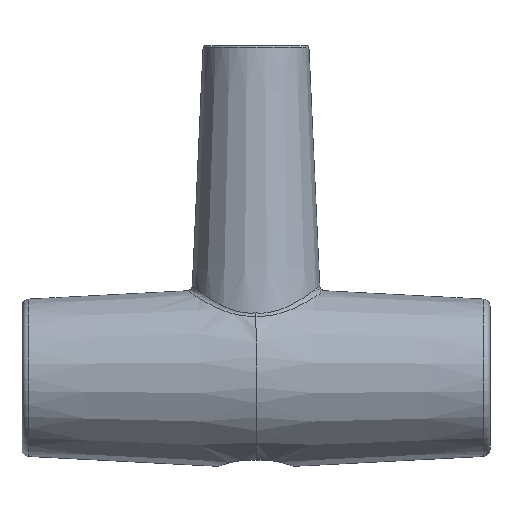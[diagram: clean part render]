
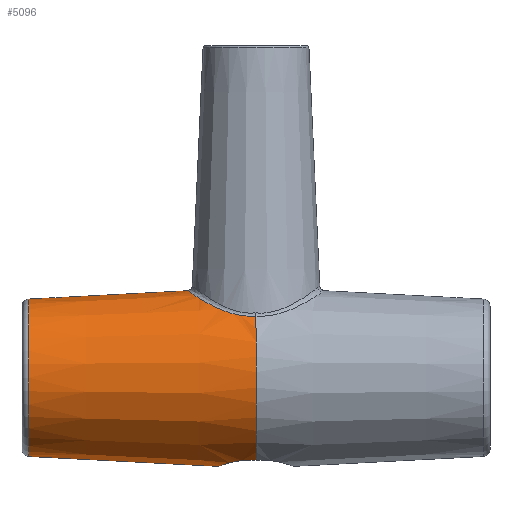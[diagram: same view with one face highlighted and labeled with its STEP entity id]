
A CAD part, front view. The second image highlights one B-rep face of the part: STEP entity #5096.
In plain terms, the highlighted conical face has half-angle 3 degrees and reference radius 1.331 mm.
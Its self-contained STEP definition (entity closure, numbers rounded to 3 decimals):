
#1480=CARTESIAN_POINT('POINT23',(0.,
   -6.97,6.491));
#1481=VERTEX_POINT('VERTEX23',#1480);
#2652=CARTESIAN_POINT('POINT27',(-3.969,0.,
   -9.317));
#2653=VERTEX_POINT('VERTEX27',#2652);
#2747=CARTESIAN_POINT('POINT29',(-7.187,
   0.,9.148));
#2748=VERTEX_POINT('VERTEX29',#2747);
#3868=CARTESIAN_POINT('POINT30',(0.,-3.969,
   -8.659));
#3869=VERTEX_POINT('VERTEX30',#3868);
#3870=B_SPLINE_CURVE_WITH_KNOTS('SPLINE_CRV14',3,(#3871,#3872,#3873,
   #3874,#3875,#3876,#3877,#3878,#3879,#3880,#3881,#3882,#3883,#3884,
   #3885,#3886,#3887,#3888,#3889,#3890,#3891),.UNSPECIFIED.,.F.,.F.,(4,3
   ,2,2,2,2,2,2,2,4),(-0.087,0.,
   0.742,1.483,2.225,
   2.967,3.713,4.458,
   5.204,5.949),.UNSPECIFIED.);
#3871=CARTESIAN_POINT('',(0.,-3.969,
   -8.659));
#3872=CARTESIAN_POINT('',(-0.029,-3.969,
   -8.657));
#3873=CARTESIAN_POINT('',(-0.058,-3.968,
   -8.656));
#3874=CARTESIAN_POINT('',(-0.087,-3.968,
   -8.654));
#3875=CARTESIAN_POINT('',(-0.334,-3.962,
   -8.642));
#3876=CARTESIAN_POINT('',(-0.588,-3.933,
   -8.641));
#3877=CARTESIAN_POINT('',(-1.092,-3.824,
   -8.661));
#3878=CARTESIAN_POINT('',(-1.342,-3.744,
   -8.682));
#3879=CARTESIAN_POINT('',(-1.82,-3.537,
   -8.742));
#3880=CARTESIAN_POINT('',(-2.048,-3.409,
   -8.78));
#3881=CARTESIAN_POINT('',(-2.469,-3.118,
   -8.864));
#3882=CARTESIAN_POINT('',(-2.661,-2.954,
   -8.91));
#3883=CARTESIAN_POINT('',(-3.003,-2.606,
   -9.));
#3884=CARTESIAN_POINT('',(-3.164,-2.41,
   -9.046));
#3885=CARTESIAN_POINT('',(-3.448,-1.981,
   -9.134));
#3886=CARTESIAN_POINT('',(-3.572,-1.75,
   -9.176));
#3887=CARTESIAN_POINT('',(-3.77,-1.266,
   -9.244));
#3888=CARTESIAN_POINT('',(-3.846,-1.014,
   -9.272));
#3889=CARTESIAN_POINT('',(-3.945,-0.505,
   -9.308));
#3890=CARTESIAN_POINT('',(-3.969,-0.249,
   -9.317));
#3891=CARTESIAN_POINT('',(-3.969,0.,-9.317)
   );
#3892=EDGE_CURVE('EDGE47',#2653,#3869,#3870,.F.);
#3931=B_SPLINE_CURVE_WITH_KNOTS('SPLINE_CRV16',3,(#3932,#3933,#3934,
   #3935,#3936,#3937,#3938,#3939,#3940,#3941,#3942,#3943,#3944,#3945,
   #3946),.UNSPECIFIED.,.F.,.F.,(4,1,1,1,1,1,1,1,1,1,1,1,4),(0.,
   0.064,0.131,0.203,
   0.29,0.386,0.487,
   0.585,0.677,0.764,
   0.846,0.924,1.),.UNSPECIFIED.);
#3932=CARTESIAN_POINT('',(0.,-6.97,
   6.491));
#3933=CARTESIAN_POINT('',(-0.245,-6.969,
   6.475));
#3934=CARTESIAN_POINT('',(-0.748,-6.944,
   6.463));
#3935=CARTESIAN_POINT('',(-1.517,-6.823,
   6.532));
#3936=CARTESIAN_POINT('',(-2.341,-6.602,
   6.698));
#3937=CARTESIAN_POINT('',(-3.215,-6.248,
   6.971));
#3938=CARTESIAN_POINT('',(-4.107,-5.737,
   7.344));
#3939=CARTESIAN_POINT('',(-4.936,-5.086,
   7.761));
#3940=CARTESIAN_POINT('',(-5.653,-4.327,
   8.168));
#3941=CARTESIAN_POINT('',(-6.231,-3.504,
   8.521));
#3942=CARTESIAN_POINT('',(-6.668,-2.643,
   8.802));
#3943=CARTESIAN_POINT('',(-6.971,-1.765,
   9.003));
#3944=CARTESIAN_POINT('',(-7.148,-0.883,
   9.122));
#3945=CARTESIAN_POINT('',(-7.186,-0.291,
   9.148));
#3946=CARTESIAN_POINT('',(-7.187,0.,
   9.148));
#3947=EDGE_CURVE('EDGE49',#2748,#1481,#3931,.F.);
#4977=CARTESIAN_POINT('POS51',(0.,0.,0.));
#4978=DIRECTION('DIR91',(-1.,0.,0.));
#4979=DIRECTION('DIR92',(0.,0.,-1.));
#4980=AXIS2_PLACEMENT_3D('AXIS41',#4977,#4978,#4979);
#4981=CIRCLE('ELLIPSE24',#4980,9.525);
#4982=EDGE_CURVE('EDGE50',#1481,#3869,#4981,.F.);
#5043=CARTESIAN_POINT('POINT33',(-23.884,0.,
   -8.273));
#5044=VERTEX_POINT('VERTEX33',#5043);
#5045=CARTESIAN_POINT('POS59',(-23.884,0.,
   -8.273));
#5046=DIRECTION('DIR105',(0.999,0.,
   -0.052));
#5047=VECTOR('VEC13',#5046,25.4);
#5048=LINE('STRAIGHT13',#5045,#5047);
#5049=EDGE_CURVE('EDGE55',#5044,#2653,#5048,.T.);
#5051=CARTESIAN_POINT('POINT34',(-23.884,
   0.,8.273));
#5052=VERTEX_POINT('VERTEX34',#5051);
#5060=CARTESIAN_POINT('POS61',(-23.884,
   0.,8.273));
#5061=DIRECTION('DIR108',(0.999,0.,
   0.052));
#5062=VECTOR('VEC14',#5061,25.4);
#5063=LINE('STRAIGHT14',#5060,#5062);
#5064=EDGE_CURVE('EDGE57',#5052,#2748,#5063,.T.);
#5077=ORIENTED_EDGE('COEDGE107',*,*,#4982,.F.);
#5078=ORIENTED_EDGE('COEDGE108',*,*,#3947,.F.);
#5079=ORIENTED_EDGE('COEDGE109',*,*,#5064,.F.);
#5080=CARTESIAN_POINT('POS63',(-23.884,0.,0.)
   );
#5081=DIRECTION('DIR111',(-1.,0.,0.));
#5082=DIRECTION('DIR112',(0.,0.,-1.));
#5083=AXIS2_PLACEMENT_3D('AXIS49',#5080,#5081,#5082);
#5084=CIRCLE('ELLIPSE28',#5083,8.273);
#5085=EDGE_CURVE('EDGE58',#5052,#5044,#5084,.F.);
#5086=ORIENTED_EDGE('COEDGE110',*,*,#5085,.T.);
#5087=ORIENTED_EDGE('COEDGE111',*,*,#5049,.T.);
#5088=ORIENTED_EDGE('COEDGE112',*,*,#3892,.T.);
#5089=EDGE_LOOP('NONE',(#5077,#5078,#5079,#5086,#5087,#5088));
#5090=FACE_BOUND('LOOP1',#5089,.T.);
#5091=CARTESIAN_POINT('POS64',(-156.348,0.,0.)
   );
#5092=DIRECTION('DIR113',(1.,0.,0.));
#5093=DIRECTION('DIR114',(0.,0.,-1.));
#5094=AXIS2_PLACEMENT_3D('AXIS50',#5091,#5092,#5093);
#5095=CONICAL_SURFACE('CONE_SURF14',#5094,1.331,
   0.052);
#5096=ADVANCED_FACE('FACE26',(#5090),#5095,.T.);
